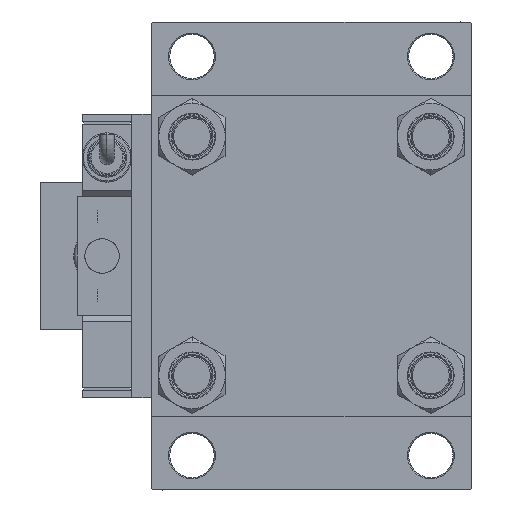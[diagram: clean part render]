
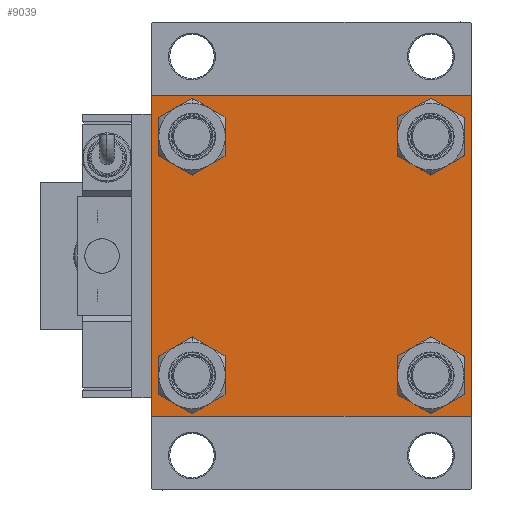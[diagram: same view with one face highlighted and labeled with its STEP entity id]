
A CAD part, left-side view. The second image highlights one B-rep face of the part: STEP entity #9039.
In plain terms, the highlighted planar face has unit normal (-1, 0, 0).
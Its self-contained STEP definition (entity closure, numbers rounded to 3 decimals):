
#177 = AXIS2_PLACEMENT_3D ( 'NONE', #29951, #42550, #19983 ) ;
#751 = AXIS2_PLACEMENT_3D ( 'NONE', #23235, #49230, #40074 ) ;
#844 = AXIS2_PLACEMENT_3D ( 'NONE', #50629, #7177, #9142 ) ;
#870 = EDGE_CURVE ( 'NONE', #20987, #16993, #12382, .T. ) ;
#1023 = VERTEX_POINT ( 'NONE', #31186 ) ;
#1137 = EDGE_CURVE ( 'NONE', #18325, #16993, #45198, .T. ) ;
#1321 = ORIENTED_EDGE ( 'NONE', *, *, #32346, .T. ) ;
#1651 = VECTOR ( 'NONE', #17830, 1000. ) ;
#2066 = DIRECTION ( 'NONE',  ( 0., 0., -1. ) ) ;
#3371 = VERTEX_POINT ( 'NONE', #41763 ) ;
#4125 = CARTESIAN_POINT ( 'NONE',  ( 0., 64.75, 64.75 ) ) ;
#4777 = VERTEX_POINT ( 'NONE', #37467 ) ;
#5278 = AXIS2_PLACEMENT_3D ( 'NONE', #39509, #27206, #52675 ) ;
#5470 = CARTESIAN_POINT ( 'NONE',  ( 0., 48.45, 56.95 ) ) ;
#5602 = CIRCLE ( 'NONE', #12923, 8.5 ) ;
#6369 = CARTESIAN_POINT ( 'NONE',  ( 0., 64.5, 65. ) ) ;
#6590 = DIRECTION ( 'NONE',  ( 0., 0., 1. ) ) ;
#6619 = CARTESIAN_POINT ( 'NONE',  ( 0., 48.45, -48.45 ) ) ;
#7085 = ORIENTED_EDGE ( 'NONE', *, *, #45582, .T. ) ;
#7120 = CIRCLE ( 'NONE', #5278, 8.5 ) ;
#7133 = CIRCLE ( 'NONE', #29026, 8.5 ) ;
#7177 = DIRECTION ( 'NONE',  ( 1., 0., 0. ) ) ;
#8831 = EDGE_CURVE ( 'NONE', #52071, #26963, #7133, .T. ) ;
#8925 = EDGE_CURVE ( 'NONE', #20987, #28372, #30936, .T. ) ;
#8994 = CIRCLE ( 'NONE', #36340, 8.5 ) ;
#9039 = ADVANCED_FACE ( 'NONE', ( #14367, #9527, #53796, #49806, #44939 ), #48674, .T. ) ;
#9088 = CARTESIAN_POINT ( 'NONE',  ( 0., -64.75, -64.75 ) ) ;
#9142 = DIRECTION ( 'NONE',  ( 0., 0., 1. ) ) ;
#9498 = DIRECTION ( 'NONE',  ( 0., 0., 1. ) ) ;
#9527 = FACE_BOUND ( 'NONE', #38760, .T. ) ;
#11450 = CARTESIAN_POINT ( 'NONE',  ( 0., -48.45, -39.95 ) ) ;
#11724 = ORIENTED_EDGE ( 'NONE', *, *, #55286, .T. ) ;
#11739 = CARTESIAN_POINT ( 'NONE',  ( 0., 65., -64.5 ) ) ;
#12262 = CARTESIAN_POINT ( 'NONE',  ( 0., 48.45, -56.95 ) ) ;
#12382 = LINE ( 'NONE', #13238, #47511 ) ;
#12430 = ORIENTED_EDGE ( 'NONE', *, *, #30879, .T. ) ;
#12656 = EDGE_CURVE ( 'NONE', #25104, #50312, #40843, .T. ) ;
#12710 = VECTOR ( 'NONE', #46680, 1000. ) ;
#12923 = AXIS2_PLACEMENT_3D ( 'NONE', #28580, #20848, #6590 ) ;
#13238 = CARTESIAN_POINT ( 'NONE',  ( 0., 65., 65. ) ) ;
#14027 = CARTESIAN_POINT ( 'NONE',  ( 0., 65., -65. ) ) ;
#14340 = CARTESIAN_POINT ( 'NONE',  ( 0., -64.75, 64.75 ) ) ;
#14367 = FACE_BOUND ( 'NONE', #47559, .T. ) ;
#14617 = DIRECTION ( 'NONE',  ( 1., 0., 0. ) ) ;
#15811 = CARTESIAN_POINT ( 'NONE',  ( 0., 64.75, -64.75 ) ) ;
#15931 = LINE ( 'NONE', #33346, #17567 ) ;
#15983 = CARTESIAN_POINT ( 'NONE',  ( 0., -48.45, -48.45 ) ) ;
#16407 = DIRECTION ( 'NONE',  ( 0., 0., 1. ) ) ;
#16440 = CARTESIAN_POINT ( 'NONE',  ( 0., 64.5, -65. ) ) ;
#16993 = VERTEX_POINT ( 'NONE', #23256 ) ;
#17567 = VECTOR ( 'NONE', #31697, 1000. ) ;
#17830 = DIRECTION ( 'NONE',  ( 0., 0.707, -0.707 ) ) ;
#18325 = VERTEX_POINT ( 'NONE', #31730 ) ;
#19191 = DIRECTION ( 'NONE',  ( 0., 0.707, 0.707 ) ) ;
#19983 = DIRECTION ( 'NONE',  ( 0., 0., 1. ) ) ;
#20848 = DIRECTION ( 'NONE',  ( 1., 0., 0. ) ) ;
#20987 = VERTEX_POINT ( 'NONE', #6369 ) ;
#21363 = VERTEX_POINT ( 'NONE', #11450 ) ;
#21621 = ORIENTED_EDGE ( 'NONE', *, *, #41690, .T. ) ;
#22080 = CIRCLE ( 'NONE', #177, 8.5 ) ;
#22531 = EDGE_LOOP ( 'NONE', ( #21621, #11724 ) ) ;
#22594 = ORIENTED_EDGE ( 'NONE', *, *, #8831, .T. ) ;
#22698 = VECTOR ( 'NONE', #40279, 1000. ) ;
#23235 = CARTESIAN_POINT ( 'NONE',  ( 0., 0., 0. ) ) ;
#23256 = CARTESIAN_POINT ( 'NONE',  ( 0., -64.5, 65. ) ) ;
#23500 = LINE ( 'NONE', #23789, #38503 ) ;
#23663 = CIRCLE ( 'NONE', #844, 8.5 ) ;
#23789 = CARTESIAN_POINT ( 'NONE',  ( 0., -65., 65. ) ) ;
#24098 = VECTOR ( 'NONE', #42546, 1000. ) ;
#24171 = ORIENTED_EDGE ( 'NONE', *, *, #1137, .T. ) ;
#24435 = DIRECTION ( 'NONE',  ( 1., 0., 0. ) ) ;
#25104 = VERTEX_POINT ( 'NONE', #16440 ) ;
#25457 = CARTESIAN_POINT ( 'NONE',  ( 0., 48.45, 39.95 ) ) ;
#26963 = VERTEX_POINT ( 'NONE', #25457 ) ;
#27206 = DIRECTION ( 'NONE',  ( 1., 0., 0. ) ) ;
#28372 = VERTEX_POINT ( 'NONE', #44612 ) ;
#28456 = ORIENTED_EDGE ( 'NONE', *, *, #30524, .T. ) ;
#28580 = CARTESIAN_POINT ( 'NONE',  ( 0., -48.45, -48.45 ) ) ;
#29026 = AXIS2_PLACEMENT_3D ( 'NONE', #37833, #24435, #16407 ) ;
#29391 = DIRECTION ( 'NONE',  ( 0., 0., 1. ) ) ;
#29951 = CARTESIAN_POINT ( 'NONE',  ( 0., 48.45, -48.45 ) ) ;
#30522 = LINE ( 'NONE', #9088, #24098 ) ;
#30524 = EDGE_CURVE ( 'NONE', #3371, #45320, #7120, .T. ) ;
#30879 = EDGE_CURVE ( 'NONE', #4777, #21363, #8994, .T. ) ;
#30884 = VERTEX_POINT ( 'NONE', #12262 ) ;
#30936 = LINE ( 'NONE', #4125, #1651 ) ;
#31186 = CARTESIAN_POINT ( 'NONE',  ( 0., -65., -64.5 ) ) ;
#31227 = ORIENTED_EDGE ( 'NONE', *, *, #36819, .T. ) ;
#31697 = DIRECTION ( 'NONE',  ( 0., 0., -1. ) ) ;
#31730 = CARTESIAN_POINT ( 'NONE',  ( 0., -65., 64.5 ) ) ;
#31968 = CARTESIAN_POINT ( 'NONE',  ( 0., -48.45, 39.95 ) ) ;
#32021 = DIRECTION ( 'NONE',  ( 0., 0., 1. ) ) ;
#32346 = EDGE_CURVE ( 'NONE', #47564, #25104, #51540, .T. ) ;
#32876 = CARTESIAN_POINT ( 'NONE',  ( 0., -64.5, -65. ) ) ;
#33016 = ORIENTED_EDGE ( 'NONE', *, *, #8925, .T. ) ;
#33346 = CARTESIAN_POINT ( 'NONE',  ( 0., 65., 65. ) ) ;
#35803 = EDGE_LOOP ( 'NONE', ( #55933, #1321, #36956, #7085, #42161, #24171, #39669, #33016 ) ) ;
#36340 = AXIS2_PLACEMENT_3D ( 'NONE', #15983, #42264, #29391 ) ;
#36648 = AXIS2_PLACEMENT_3D ( 'NONE', #6619, #14617, #32021 ) ;
#36819 = EDGE_CURVE ( 'NONE', #21363, #4777, #5602, .T. ) ;
#36956 = ORIENTED_EDGE ( 'NONE', *, *, #12656, .T. ) ;
#37467 = CARTESIAN_POINT ( 'NONE',  ( 0., -48.45, -56.95 ) ) ;
#37833 = CARTESIAN_POINT ( 'NONE',  ( 0., 48.45, 48.45 ) ) ;
#38296 = EDGE_CURVE ( 'NONE', #18325, #1023, #23500, .T. ) ;
#38503 = VECTOR ( 'NONE', #2066, 1000. ) ;
#38535 = EDGE_CURVE ( 'NONE', #28372, #47564, #15931, .T. ) ;
#38760 = EDGE_LOOP ( 'NONE', ( #31227, #12430 ) ) ;
#39491 = DIRECTION ( 'NONE',  ( 0., -1., 0. ) ) ;
#39509 = CARTESIAN_POINT ( 'NONE',  ( 0., -48.45, 48.45 ) ) ;
#39669 = ORIENTED_EDGE ( 'NONE', *, *, #870, .F. ) ;
#40074 = DIRECTION ( 'NONE',  ( 0., 0., 1. ) ) ;
#40279 = DIRECTION ( 'NONE',  ( 0., -1., 0. ) ) ;
#40843 = LINE ( 'NONE', #14027, #22698 ) ;
#41690 = EDGE_CURVE ( 'NONE', #54606, #30884, #22080, .T. ) ;
#41745 = AXIS2_PLACEMENT_3D ( 'NONE', #52385, #48642, #9498 ) ;
#41763 = CARTESIAN_POINT ( 'NONE',  ( 0., -48.45, 56.95 ) ) ;
#42161 = ORIENTED_EDGE ( 'NONE', *, *, #38296, .F. ) ;
#42264 = DIRECTION ( 'NONE',  ( 1., 0., 0. ) ) ;
#42546 = DIRECTION ( 'NONE',  ( 0., -0.707, 0.707 ) ) ;
#42550 = DIRECTION ( 'NONE',  ( 1., 0., 0. ) ) ;
#44612 = CARTESIAN_POINT ( 'NONE',  ( 0., 65., 64.5 ) ) ;
#44939 = FACE_OUTER_BOUND ( 'NONE', #35803, .T. ) ;
#45198 = LINE ( 'NONE', #14340, #53008 ) ;
#45320 = VERTEX_POINT ( 'NONE', #31968 ) ;
#45582 = EDGE_CURVE ( 'NONE', #50312, #1023, #30522, .T. ) ;
#46680 = DIRECTION ( 'NONE',  ( 0., -0.707, -0.707 ) ) ;
#47511 = VECTOR ( 'NONE', #39491, 1000. ) ;
#47559 = EDGE_LOOP ( 'NONE', ( #28456, #54185 ) ) ;
#47564 = VERTEX_POINT ( 'NONE', #11739 ) ;
#47772 = EDGE_LOOP ( 'NONE', ( #22594, #52995 ) ) ;
#48053 = CARTESIAN_POINT ( 'NONE',  ( 0., 48.45, -39.95 ) ) ;
#48642 = DIRECTION ( 'NONE',  ( 1., 0., 0. ) ) ;
#48674 = PLANE ( 'NONE',  #751 ) ;
#49230 = DIRECTION ( 'NONE',  ( -1., 0., 0. ) ) ;
#49806 = FACE_BOUND ( 'NONE', #47772, .T. ) ;
#50077 = EDGE_CURVE ( 'NONE', #45320, #3371, #52695, .T. ) ;
#50312 = VERTEX_POINT ( 'NONE', #32876 ) ;
#50338 = EDGE_CURVE ( 'NONE', #26963, #52071, #23663, .T. ) ;
#50629 = CARTESIAN_POINT ( 'NONE',  ( 0., 48.45, 48.45 ) ) ;
#51540 = LINE ( 'NONE', #15811, #12710 ) ;
#52071 = VERTEX_POINT ( 'NONE', #5470 ) ;
#52385 = CARTESIAN_POINT ( 'NONE',  ( 0., -48.45, 48.45 ) ) ;
#52675 = DIRECTION ( 'NONE',  ( 0., 0., 1. ) ) ;
#52695 = CIRCLE ( 'NONE', #41745, 8.5 ) ;
#52995 = ORIENTED_EDGE ( 'NONE', *, *, #50338, .T. ) ;
#53008 = VECTOR ( 'NONE', #19191, 1000. ) ;
#53796 = FACE_BOUND ( 'NONE', #22531, .T. ) ;
#54185 = ORIENTED_EDGE ( 'NONE', *, *, #50077, .T. ) ;
#54606 = VERTEX_POINT ( 'NONE', #48053 ) ;
#55286 = EDGE_CURVE ( 'NONE', #30884, #54606, #55846, .T. ) ;
#55846 = CIRCLE ( 'NONE', #36648, 8.5 ) ;
#55933 = ORIENTED_EDGE ( 'NONE', *, *, #38535, .T. ) ;
